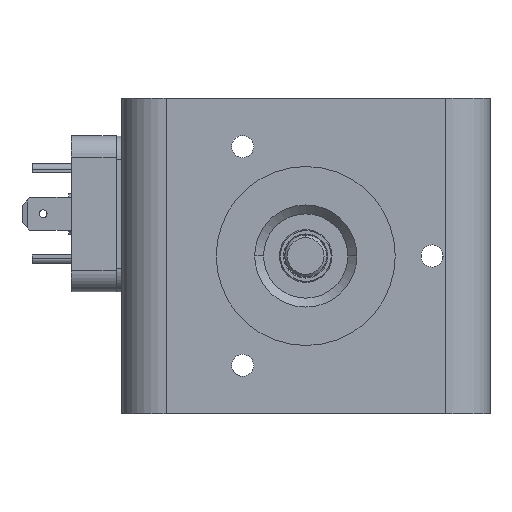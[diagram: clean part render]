
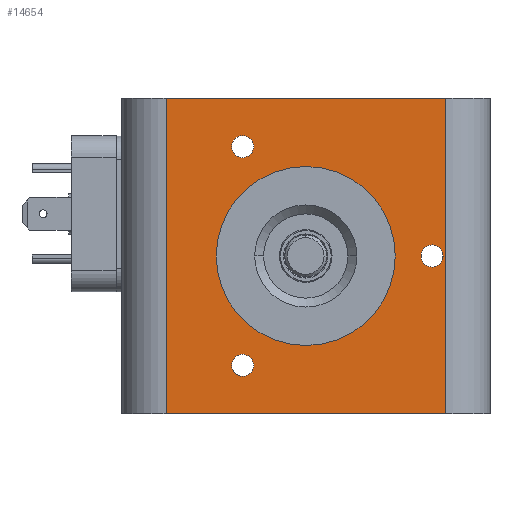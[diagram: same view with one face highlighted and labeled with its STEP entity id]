
A CAD part, left-side view. The second image highlights one B-rep face of the part: STEP entity #14654.
In plain terms, the highlighted planar face has unit normal (-1, 0, 0).
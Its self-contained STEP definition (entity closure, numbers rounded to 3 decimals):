
#245 = DIRECTION ( 'NONE',  ( 0., 0., -1. ) ) ;
#277 = CARTESIAN_POINT ( 'NONE',  ( -45., -24., -2.1 ) ) ;
#309 = VERTEX_POINT ( 'NONE', #11417 ) ;
#460 = CIRCLE ( 'NONE', #14477, 2.1 ) ;
#771 = VECTOR ( 'NONE', #10147, 1000. ) ;
#994 = EDGE_CURVE ( 'NONE', #6074, #11157, #5588, .T. ) ;
#1055 = PLANE ( 'NONE',  #4194 ) ;
#1231 = LINE ( 'NONE', #1585, #13678 ) ;
#1289 = VERTEX_POINT ( 'NONE', #2749 ) ;
#1425 = CIRCLE ( 'NONE', #2596, 2.1 ) ;
#1456 = FACE_BOUND ( 'NONE', #5950, .T. ) ;
#1585 = CARTESIAN_POINT ( 'NONE',  ( -45., 26.5, 30. ) ) ;
#1796 = EDGE_LOOP ( 'NONE', ( #9114, #12021 ) ) ;
#1880 = AXIS2_PLACEMENT_3D ( 'NONE', #2752, #7592, #3944 ) ;
#2168 = ORIENTED_EDGE ( 'NONE', *, *, #14876, .F. ) ;
#2266 = CARTESIAN_POINT ( 'NONE',  ( -45., -26.5, 30. ) ) ;
#2418 = FACE_BOUND ( 'NONE', #1796, .T. ) ;
#2499 = ORIENTED_EDGE ( 'NONE', *, *, #3795, .T. ) ;
#2541 = CARTESIAN_POINT ( 'NONE',  ( -45., -26.5, 30. ) ) ;
#2596 = AXIS2_PLACEMENT_3D ( 'NONE', #7433, #9825, #12445 ) ;
#2749 = CARTESIAN_POINT ( 'NONE',  ( -45., -8., 0. ) ) ;
#2752 = CARTESIAN_POINT ( 'NONE',  ( -45., 0., 0. ) ) ;
#2893 = CIRCLE ( 'NONE', #15495, 2.1 ) ;
#3269 = DIRECTION ( 'NONE',  ( -1., 0., 0. ) ) ;
#3357 = ORIENTED_EDGE ( 'NONE', *, *, #9129, .F. ) ;
#3525 = ORIENTED_EDGE ( 'NONE', *, *, #5671, .T. ) ;
#3611 = AXIS2_PLACEMENT_3D ( 'NONE', #11946, #13153, #5818 ) ;
#3795 = EDGE_CURVE ( 'NONE', #14280, #6998, #8298, .T. ) ;
#3813 = EDGE_CURVE ( 'NONE', #14830, #14124, #8102, .T. ) ;
#3944 = DIRECTION ( 'NONE',  ( 0., -1., 0. ) ) ;
#4194 = AXIS2_PLACEMENT_3D ( 'NONE', #2541, #4930, #9814 ) ;
#4289 = FACE_BOUND ( 'NONE', #11671, .T. ) ;
#4305 = VERTEX_POINT ( 'NONE', #13813 ) ;
#4404 = CARTESIAN_POINT ( 'NONE',  ( -45., -26.5, 30. ) ) ;
#4414 = DIRECTION ( 'NONE',  ( -1., 0., 0. ) ) ;
#4584 = DIRECTION ( 'NONE',  ( 0., 0., 1. ) ) ;
#4668 = EDGE_CURVE ( 'NONE', #4305, #7509, #6916, .T. ) ;
#4709 = DIRECTION ( 'NONE',  ( -1., 0., 0. ) ) ;
#4930 = DIRECTION ( 'NONE',  ( 1., 0., 0. ) ) ;
#5169 = CARTESIAN_POINT ( 'NONE',  ( -45., 26.5, -30. ) ) ;
#5415 = VECTOR ( 'NONE', #6015, 1000. ) ;
#5551 = ORIENTED_EDGE ( 'NONE', *, *, #4668, .F. ) ;
#5588 = CIRCLE ( 'NONE', #3611, 2.1 ) ;
#5671 = EDGE_CURVE ( 'NONE', #4305, #14280, #1231, .T. ) ;
#5732 = DIRECTION ( 'NONE',  ( -1., 0., 0. ) ) ;
#5813 = AXIS2_PLACEMENT_3D ( 'NONE', #13346, #4709, #7116 ) ;
#5818 = DIRECTION ( 'NONE',  ( 0., 0., 1. ) ) ;
#5864 = CARTESIAN_POINT ( 'NONE',  ( -45., 12., 18.685 ) ) ;
#5950 = EDGE_LOOP ( 'NONE', ( #6356, #13046 ) ) ;
#6015 = DIRECTION ( 'NONE',  ( 0., -1., 0. ) ) ;
#6074 = VERTEX_POINT ( 'NONE', #5864 ) ;
#6290 = EDGE_CURVE ( 'NONE', #309, #15308, #460, .T. ) ;
#6356 = ORIENTED_EDGE ( 'NONE', *, *, #11640, .F. ) ;
#6916 = LINE ( 'NONE', #2266, #5415 ) ;
#6998 = VERTEX_POINT ( 'NONE', #15451 ) ;
#7048 = DIRECTION ( 'NONE',  ( 0., 0., 1. ) ) ;
#7116 = DIRECTION ( 'NONE',  ( 0., 0., 1. ) ) ;
#7163 = DIRECTION ( 'NONE',  ( 0., 0., -1. ) ) ;
#7296 = CIRCLE ( 'NONE', #1880, 8. ) ;
#7433 = CARTESIAN_POINT ( 'NONE',  ( -45., -24., 0. ) ) ;
#7509 = VERTEX_POINT ( 'NONE', #4404 ) ;
#7592 = DIRECTION ( 'NONE',  ( -1., 0., 0. ) ) ;
#7616 = CIRCLE ( 'NONE', #5813, 2.1 ) ;
#8102 = CIRCLE ( 'NONE', #12343, 2.1 ) ;
#8298 = LINE ( 'NONE', #8911, #771 ) ;
#8589 = VECTOR ( 'NONE', #7163, 1000. ) ;
#8911 = CARTESIAN_POINT ( 'NONE',  ( -45., -26.5, -30. ) ) ;
#9025 = FACE_OUTER_BOUND ( 'NONE', #14589, .T. ) ;
#9114 = ORIENTED_EDGE ( 'NONE', *, *, #10387, .F. ) ;
#9129 = EDGE_CURVE ( 'NONE', #13206, #1289, #11539, .T. ) ;
#9322 = CARTESIAN_POINT ( 'NONE',  ( -45., 0., 0. ) ) ;
#9459 = CARTESIAN_POINT ( 'NONE',  ( -45., -26.5, 30. ) ) ;
#9732 = CARTESIAN_POINT ( 'NONE',  ( -45., 8., 0. ) ) ;
#9739 = CARTESIAN_POINT ( 'NONE',  ( -45., -24., 0. ) ) ;
#9814 = DIRECTION ( 'NONE',  ( 0., 1., 0. ) ) ;
#9825 = DIRECTION ( 'NONE',  ( -1., 0., 0. ) ) ;
#10147 = DIRECTION ( 'NONE',  ( 0., -1., 0. ) ) ;
#10350 = FACE_BOUND ( 'NONE', #11251, .T. ) ;
#10387 = EDGE_CURVE ( 'NONE', #14124, #14830, #1425, .T. ) ;
#11157 = VERTEX_POINT ( 'NONE', #12775 ) ;
#11251 = EDGE_LOOP ( 'NONE', ( #13819, #13636 ) ) ;
#11417 = CARTESIAN_POINT ( 'NONE',  ( -45., 12., -22.885 ) ) ;
#11539 = CIRCLE ( 'NONE', #13265, 8. ) ;
#11640 = EDGE_CURVE ( 'NONE', #11157, #6074, #7616, .T. ) ;
#11671 = EDGE_LOOP ( 'NONE', ( #2168, #3357 ) ) ;
#11855 = EDGE_CURVE ( 'NONE', #15308, #309, #2893, .T. ) ;
#11867 = CARTESIAN_POINT ( 'NONE',  ( -45., 12., -20.785 ) ) ;
#11946 = CARTESIAN_POINT ( 'NONE',  ( -45., 12., 20.785 ) ) ;
#12021 = ORIENTED_EDGE ( 'NONE', *, *, #3813, .F. ) ;
#12343 = AXIS2_PLACEMENT_3D ( 'NONE', #9739, #3269, #7048 ) ;
#12445 = DIRECTION ( 'NONE',  ( 0., 0., 1. ) ) ;
#12775 = CARTESIAN_POINT ( 'NONE',  ( -45., 12., 22.885 ) ) ;
#12837 = DIRECTION ( 'NONE',  ( 0., -1., 0. ) ) ;
#13046 = ORIENTED_EDGE ( 'NONE', *, *, #994, .F. ) ;
#13068 = CARTESIAN_POINT ( 'NONE',  ( -45., -24., 2.1 ) ) ;
#13111 = CARTESIAN_POINT ( 'NONE',  ( -45., 12., -20.785 ) ) ;
#13153 = DIRECTION ( 'NONE',  ( -1., 0., 0. ) ) ;
#13206 = VERTEX_POINT ( 'NONE', #9732 ) ;
#13265 = AXIS2_PLACEMENT_3D ( 'NONE', #9322, #4414, #12837 ) ;
#13346 = CARTESIAN_POINT ( 'NONE',  ( -45., 12., 20.785 ) ) ;
#13636 = ORIENTED_EDGE ( 'NONE', *, *, #6290, .F. ) ;
#13678 = VECTOR ( 'NONE', #245, 1000. ) ;
#13789 = CARTESIAN_POINT ( 'NONE',  ( -45., 12., -18.685 ) ) ;
#13813 = CARTESIAN_POINT ( 'NONE',  ( -45., 26.5, 30. ) ) ;
#13819 = ORIENTED_EDGE ( 'NONE', *, *, #11855, .F. ) ;
#14124 = VERTEX_POINT ( 'NONE', #13068 ) ;
#14164 = DIRECTION ( 'NONE',  ( -1., 0., 0. ) ) ;
#14280 = VERTEX_POINT ( 'NONE', #5169 ) ;
#14318 = ORIENTED_EDGE ( 'NONE', *, *, #15513, .F. ) ;
#14367 = DIRECTION ( 'NONE',  ( 0., 0., 1. ) ) ;
#14477 = AXIS2_PLACEMENT_3D ( 'NONE', #11867, #14164, #4584 ) ;
#14589 = EDGE_LOOP ( 'NONE', ( #2499, #14318, #5551, #3525 ) ) ;
#14654 = ADVANCED_FACE ( 'NONE', ( #1456, #10350, #2418, #4289, #9025 ), #1055, .F. ) ;
#14830 = VERTEX_POINT ( 'NONE', #277 ) ;
#14876 = EDGE_CURVE ( 'NONE', #1289, #13206, #7296, .T. ) ;
#15308 = VERTEX_POINT ( 'NONE', #13789 ) ;
#15350 = LINE ( 'NONE', #9459, #8589 ) ;
#15451 = CARTESIAN_POINT ( 'NONE',  ( -45., -26.5, -30. ) ) ;
#15495 = AXIS2_PLACEMENT_3D ( 'NONE', #13111, #5732, #14367 ) ;
#15513 = EDGE_CURVE ( 'NONE', #7509, #6998, #15350, .T. ) ;
